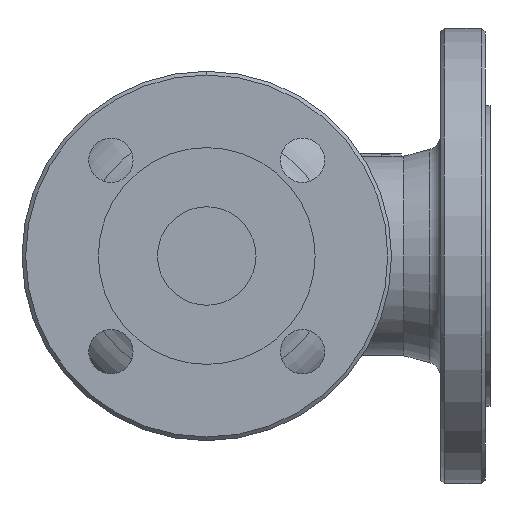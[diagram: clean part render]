
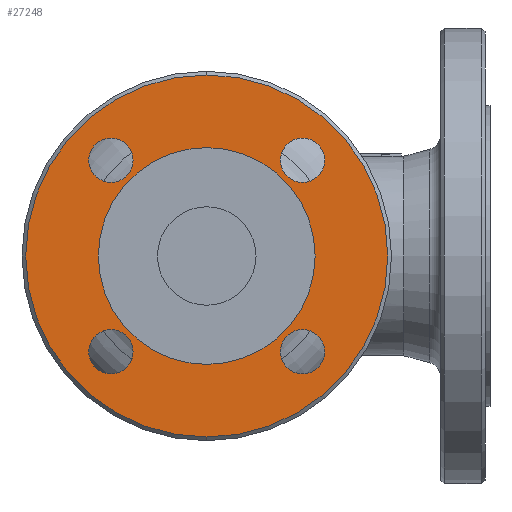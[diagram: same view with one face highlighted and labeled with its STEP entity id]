
A CAD part, front view. The second image highlights one B-rep face of the part: STEP entity #27248.
In plain terms, the highlighted planar face has unit normal (0, -1, 0).
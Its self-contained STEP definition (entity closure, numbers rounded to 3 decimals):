
#39 = CARTESIAN_POINT ( 'NONE',  ( 38.891, 2., -38.891 ) ) ;
#133 = FACE_BOUND ( 'NONE', #36684, .T. ) ;
#375 = DIRECTION ( 'NONE',  ( 0., 0., -1. ) ) ;
#1087 = DIRECTION ( 'NONE',  ( 0., 0., -1. ) ) ;
#1359 = FACE_BOUND ( 'NONE', #26644, .T. ) ;
#1762 = ORIENTED_EDGE ( 'NONE', *, *, #28434, .F. ) ;
#2415 = CIRCLE ( 'NONE', #38024, 9. ) ;
#2501 = CIRCLE ( 'NONE', #31280, 9. ) ;
#2805 = DIRECTION ( 'NONE',  ( 0., 0., 1. ) ) ;
#2833 = VERTEX_POINT ( 'NONE', #49988 ) ;
#2985 = CARTESIAN_POINT ( 'NONE',  ( -38.891, 2., -29.891 ) ) ;
#3360 = DIRECTION ( 'NONE',  ( 0., 0., -1. ) ) ;
#4879 = CIRCLE ( 'NONE', #50224, 9. ) ;
#4919 = EDGE_CURVE ( 'NONE', #17862, #34028, #47398, .T. ) ;
#4928 = EDGE_CURVE ( 'NONE', #17487, #25007, #29143, .T. ) ;
#5472 = DIRECTION ( 'NONE',  ( 0., 0., -1. ) ) ;
#5801 = DIRECTION ( 'NONE',  ( 0., -1., 0. ) ) ;
#5969 = CARTESIAN_POINT ( 'NONE',  ( 0., 2., 0. ) ) ;
#6009 = EDGE_LOOP ( 'NONE', ( #28347, #1762 ) ) ;
#7656 = ORIENTED_EDGE ( 'NONE', *, *, #12951, .F. ) ;
#8037 = DIRECTION ( 'NONE',  ( 0., -1., 0. ) ) ;
#8474 = VERTEX_POINT ( 'NONE', #43504 ) ;
#10107 = DIRECTION ( 'NONE',  ( 0., 0., -1. ) ) ;
#10596 = DIRECTION ( 'NONE',  ( 0., 1., 0. ) ) ;
#11225 = AXIS2_PLACEMENT_3D ( 'NONE', #41114, #37395, #37561 ) ;
#11364 = DIRECTION ( 'NONE',  ( 0., -1., 0. ) ) ;
#12362 = CARTESIAN_POINT ( 'NONE',  ( 38.891, 2., -29.891 ) ) ;
#12627 = CARTESIAN_POINT ( 'NONE',  ( -38.891, 2., 38.891 ) ) ;
#12898 = AXIS2_PLACEMENT_3D ( 'NONE', #29886, #10596, #14896 ) ;
#12951 = EDGE_CURVE ( 'NONE', #8474, #35552, #39113, .T. ) ;
#13141 = DIRECTION ( 'NONE',  ( 0., 0., -1. ) ) ;
#13579 = FACE_BOUND ( 'NONE', #35136, .T. ) ;
#14754 = EDGE_CURVE ( 'NONE', #45076, #36107, #2501, .T. ) ;
#14896 = DIRECTION ( 'NONE',  ( 0., 0., 1. ) ) ;
#15204 = AXIS2_PLACEMENT_3D ( 'NONE', #44620, #5801, #13141 ) ;
#15212 = EDGE_CURVE ( 'NONE', #36107, #45076, #4879, .T. ) ;
#15219 = DIRECTION ( 'NONE',  ( 0., 0., -1. ) ) ;
#15253 = ORIENTED_EDGE ( 'NONE', *, *, #46224, .F. ) ;
#15394 = FACE_OUTER_BOUND ( 'NONE', #28135, .T. ) ;
#16316 = ORIENTED_EDGE ( 'NONE', *, *, #28513, .T. ) ;
#17187 = CIRCLE ( 'NONE', #39018, 9. ) ;
#17390 = DIRECTION ( 'NONE',  ( 0., 0., -1. ) ) ;
#17487 = VERTEX_POINT ( 'NONE', #41577 ) ;
#17862 = VERTEX_POINT ( 'NONE', #44609 ) ;
#18427 = AXIS2_PLACEMENT_3D ( 'NONE', #45710, #22056, #2805 ) ;
#18464 = PLANE ( 'NONE',  #19120 ) ;
#18542 = CARTESIAN_POINT ( 'NONE',  ( -38.891, 2., 29.891 ) ) ;
#18648 = DIRECTION ( 'NONE',  ( 0., 0., -1. ) ) ;
#19120 = AXIS2_PLACEMENT_3D ( 'NONE', #26815, #45698, #18648 ) ;
#20273 = FACE_BOUND ( 'NONE', #6009, .T. ) ;
#20394 = VERTEX_POINT ( 'NONE', #40119 ) ;
#21106 = EDGE_LOOP ( 'NONE', ( #31582, #30111 ) ) ;
#21551 = DIRECTION ( 'NONE',  ( 0., -1., 0. ) ) ;
#22056 = DIRECTION ( 'NONE',  ( 0., 1., 0. ) ) ;
#22134 = EDGE_CURVE ( 'NONE', #2833, #35080, #49098, .T. ) ;
#22484 = DIRECTION ( 'NONE',  ( 0., 0., -1. ) ) ;
#22607 = CIRCLE ( 'NONE', #11225, 73.5 ) ;
#23086 = CARTESIAN_POINT ( 'NONE',  ( 0., 2., 44. ) ) ;
#24667 = AXIS2_PLACEMENT_3D ( 'NONE', #5969, #33210, #17390 ) ;
#25007 = VERTEX_POINT ( 'NONE', #39105 ) ;
#26079 = ORIENTED_EDGE ( 'NONE', *, *, #36246, .T. ) ;
#26576 = CARTESIAN_POINT ( 'NONE',  ( -38.891, 2., 38.891 ) ) ;
#26644 = EDGE_LOOP ( 'NONE', ( #7656, #15253 ) ) ;
#26705 = CARTESIAN_POINT ( 'NONE',  ( 38.891, 2., -38.891 ) ) ;
#26815 = CARTESIAN_POINT ( 'NONE',  ( -44., 2., 0. ) ) ;
#27144 = DIRECTION ( 'NONE',  ( 0., -1., 0. ) ) ;
#27248 = ADVANCED_FACE ( 'NONE', ( #15394, #45224, #13579, #1359, #20273, #133 ), #18464, .T. ) ;
#28135 = EDGE_LOOP ( 'NONE', ( #39561, #26079 ) ) ;
#28347 = ORIENTED_EDGE ( 'NONE', *, *, #4919, .F. ) ;
#28434 = EDGE_CURVE ( 'NONE', #34028, #17862, #17187, .T. ) ;
#28513 = EDGE_CURVE ( 'NONE', #20394, #50144, #37860, .T. ) ;
#29098 = AXIS2_PLACEMENT_3D ( 'NONE', #38877, #8037, #375 ) ;
#29143 = CIRCLE ( 'NONE', #24667, 73.5 ) ;
#29385 = DIRECTION ( 'NONE',  ( 0., -1., 0. ) ) ;
#29886 = CARTESIAN_POINT ( 'NONE',  ( 0., 2., 0. ) ) ;
#30111 = ORIENTED_EDGE ( 'NONE', *, *, #15212, .F. ) ;
#31106 = CIRCLE ( 'NONE', #18427, 44. ) ;
#31176 = CARTESIAN_POINT ( 'NONE',  ( 38.891, 2., 47.891 ) ) ;
#31280 = AXIS2_PLACEMENT_3D ( 'NONE', #26705, #49138, #3360 ) ;
#31582 = ORIENTED_EDGE ( 'NONE', *, *, #14754, .F. ) ;
#32831 = ORIENTED_EDGE ( 'NONE', *, *, #35565, .T. ) ;
#33210 = DIRECTION ( 'NONE',  ( 0., -1., 0. ) ) ;
#34028 = VERTEX_POINT ( 'NONE', #31176 ) ;
#35080 = VERTEX_POINT ( 'NONE', #18542 ) ;
#35136 = EDGE_LOOP ( 'NONE', ( #45740, #49466 ) ) ;
#35552 = VERTEX_POINT ( 'NONE', #2985 ) ;
#35565 = EDGE_CURVE ( 'NONE', #50144, #20394, #31106, .T. ) ;
#36107 = VERTEX_POINT ( 'NONE', #12362 ) ;
#36246 = EDGE_CURVE ( 'NONE', #25007, #17487, #22607, .T. ) ;
#36684 = EDGE_LOOP ( 'NONE', ( #32831, #16316 ) ) ;
#37395 = DIRECTION ( 'NONE',  ( 0., -1., 0. ) ) ;
#37432 = EDGE_CURVE ( 'NONE', #35080, #2833, #2415, .T. ) ;
#37561 = DIRECTION ( 'NONE',  ( 0., 0., -1. ) ) ;
#37860 = CIRCLE ( 'NONE', #12898, 44. ) ;
#38024 = AXIS2_PLACEMENT_3D ( 'NONE', #12627, #43963, #5472 ) ;
#38877 = CARTESIAN_POINT ( 'NONE',  ( -38.891, 2., -38.891 ) ) ;
#39018 = AXIS2_PLACEMENT_3D ( 'NONE', #47732, #29385, #1087 ) ;
#39105 = CARTESIAN_POINT ( 'NONE',  ( 0., 2., -73.5 ) ) ;
#39113 = CIRCLE ( 'NONE', #47339, 9. ) ;
#39561 = ORIENTED_EDGE ( 'NONE', *, *, #4928, .T. ) ;
#40119 = CARTESIAN_POINT ( 'NONE',  ( 0., 2., -44. ) ) ;
#41114 = CARTESIAN_POINT ( 'NONE',  ( 0., 2., 0. ) ) ;
#41433 = CARTESIAN_POINT ( 'NONE',  ( -38.891, 2., -38.891 ) ) ;
#41577 = CARTESIAN_POINT ( 'NONE',  ( 0., 2., 73.5 ) ) ;
#43504 = CARTESIAN_POINT ( 'NONE',  ( -38.891, 2., -47.891 ) ) ;
#43763 = AXIS2_PLACEMENT_3D ( 'NONE', #26576, #11364, #22484 ) ;
#43963 = DIRECTION ( 'NONE',  ( 0., -1., 0. ) ) ;
#44609 = CARTESIAN_POINT ( 'NONE',  ( 38.891, 2., 29.891 ) ) ;
#44620 = CARTESIAN_POINT ( 'NONE',  ( 38.891, 2., 38.891 ) ) ;
#45076 = VERTEX_POINT ( 'NONE', #46649 ) ;
#45224 = FACE_BOUND ( 'NONE', #21106, .T. ) ;
#45698 = DIRECTION ( 'NONE',  ( 0., -1., 0. ) ) ;
#45710 = CARTESIAN_POINT ( 'NONE',  ( 0., 2., 0. ) ) ;
#45740 = ORIENTED_EDGE ( 'NONE', *, *, #37432, .F. ) ;
#46224 = EDGE_CURVE ( 'NONE', #35552, #8474, #48572, .T. ) ;
#46649 = CARTESIAN_POINT ( 'NONE',  ( 38.891, 2., -47.891 ) ) ;
#47339 = AXIS2_PLACEMENT_3D ( 'NONE', #41433, #21551, #10107 ) ;
#47398 = CIRCLE ( 'NONE', #15204, 9. ) ;
#47732 = CARTESIAN_POINT ( 'NONE',  ( 38.891, 2., 38.891 ) ) ;
#48572 = CIRCLE ( 'NONE', #29098, 9. ) ;
#49098 = CIRCLE ( 'NONE', #43763, 9. ) ;
#49138 = DIRECTION ( 'NONE',  ( 0., -1., 0. ) ) ;
#49466 = ORIENTED_EDGE ( 'NONE', *, *, #22134, .F. ) ;
#49988 = CARTESIAN_POINT ( 'NONE',  ( -38.891, 2., 47.891 ) ) ;
#50144 = VERTEX_POINT ( 'NONE', #23086 ) ;
#50224 = AXIS2_PLACEMENT_3D ( 'NONE', #39, #27144, #15219 ) ;
